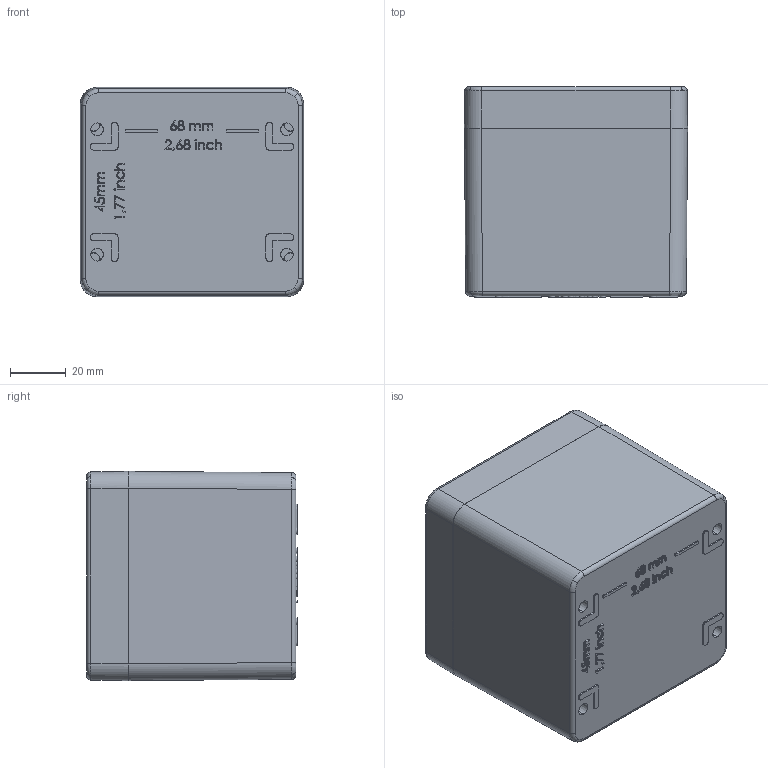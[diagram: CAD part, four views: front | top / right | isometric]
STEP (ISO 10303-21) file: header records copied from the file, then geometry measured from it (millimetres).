
FILE_DESCRIPTION (( 'STEP AP214' ), '1' );
FILE_NAME ('26080808.STEP', '2017-06-08T12:14:19', ( 'Macha' ), ( 'Hewlett-Packard Company' ), 'SwSTEP 2.0', 'SolidWorks 2015', '' );
FILE_SCHEMA (( 'AUTOMOTIVE_DESIGN' ));
Length unit declared in the file: millimetre
Products named in the file (9): 86223; 23041-Unterteil; 26080808; 92684; 82014_270; 93133; 23231; 86221
Assembly tree (19 placements, depth 3):
  26080808
    23041-Unterteil
      23041-Unterteil
      86223  x4
      86221  x6
    23231
    93133  x4
    82014_270
    92684
Bounding box: 80 x 75.5 x 75 mm (x, y, z)
Volume: 171258.8 mm3; surface area: 79468.6 mm2
Topology: 18 solids, 18 shells, 1463 faces, 3719 edges, 2380 vertices
Faces by surface type: plane 675, bspline 326, cone 216, cylinder 174, torus 72
Entity records: 49667 total; most frequent: CARTESIAN_POINT 24491, ORIENTED_EDGE 5734, DIRECTION 4085, EDGE_CURVE 2867, VERTEX_POINT 1866, VECTOR 1621, LINE 1621, EDGE_LOOP 1235
